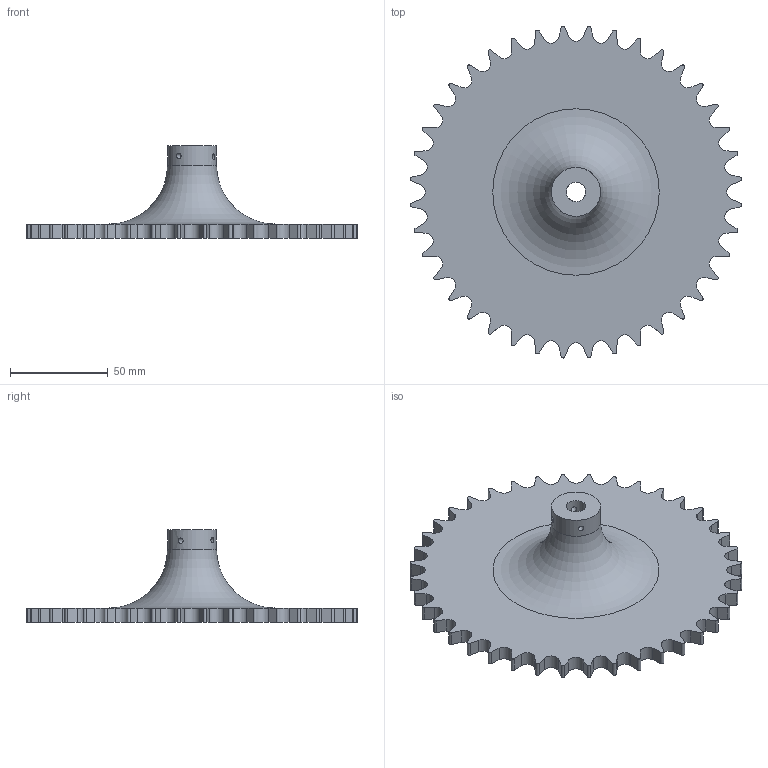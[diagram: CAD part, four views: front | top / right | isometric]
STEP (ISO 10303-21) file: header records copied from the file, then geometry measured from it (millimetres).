
FILE_DESCRIPTION (( 'STEP AP214' ), '1' );
FILE_NAME ('Sprocket 428 - 40 T.STEP', '2023-03-06T12:54:34', ( '' ), ( '' ), 'SwSTEP 2.0', 'SolidWorks 2022', '' );
FILE_SCHEMA (( 'AUTOMOTIVE_DESIGN' ));
Length unit declared in the file: millimetre
Products named in the file (1): Sprocket 428 - 40 T
Bounding box: 169.48 x 169.48 x 47.3 mm (x, y, z)
Volume: 185074 mm3; surface area: 50583.6 mm2
Topology: 1 solids, 1 shells, 170 faces, 500 edges, 333 vertices
Faces by surface type: cylinder 86, plane 83, torus 1
Full cylindrical faces by diameter (mm): 2.8 x4, 10 x1, 25 x1
Entity records: 6072 total; most frequent: CARTESIAN_POINT 1365, DIRECTION 992, ORIENTED_EDGE 986, EDGE_CURVE 493, AXIS2_PLACEMENT_3D 336, VERTEX_POINT 333, LINE 320, VECTOR 320
